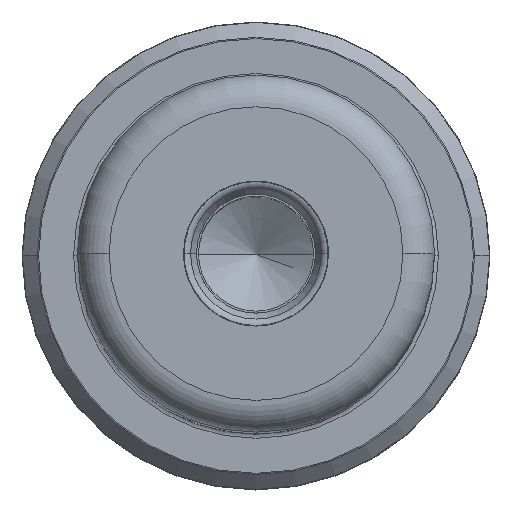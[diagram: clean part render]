
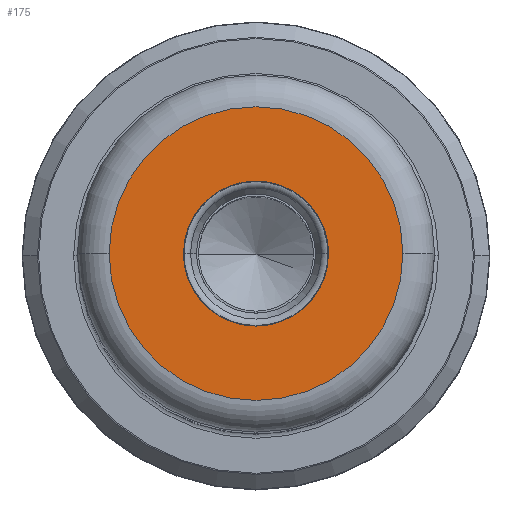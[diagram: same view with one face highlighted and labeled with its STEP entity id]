
A CAD part, top view. The second image highlights one B-rep face of the part: STEP entity #175.
In plain terms, the highlighted planar face has unit normal (0, 0, 1).
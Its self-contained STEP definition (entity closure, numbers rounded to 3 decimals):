
#3 = CARTESIAN_POINT ( 'NONE',  ( -2.376, -8.904, 212. ) ) ;
#19 = DIRECTION ( 'NONE',  ( 1., 0., 0. ) ) ;
#50 = CARTESIAN_POINT ( 'NONE',  ( -7.977, -4.616, 212. ) ) ;
#72 = CARTESIAN_POINT ( 'NONE',  ( -1.212, -9.135, 212. ) ) ;
#74 = EDGE_CURVE ( 'NONE', #846, #788, #3506, .T. ) ;
#175 = ADVANCED_FACE ( 'NONE', ( #355, #1350 ), #2769, .T. ) ;
#269 = CIRCLE ( 'NONE', #277, 18.514 ) ;
#277 = AXIS2_PLACEMENT_3D ( 'NONE', #2364, #4386, #19 ) ;
#355 = FACE_BOUND ( 'NONE', #2737, .T. ) ;
#356 = CARTESIAN_POINT ( 'NONE',  ( -7.317, -5.603, 212. ) ) ;
#403 = CARTESIAN_POINT ( 'NONE',  ( -8.904, -2.377, 212. ) ) ;
#407 = ORIENTED_EDGE ( 'NONE', *, *, #4081, .T. ) ;
#645 = CARTESIAN_POINT ( 'NONE',  ( -9.136, 1.212, 212. ) ) ;
#651 = VERTEX_POINT ( 'NONE', #3317 ) ;
#654 = CARTESIAN_POINT ( 'NONE',  ( 0., 0., 212. ) ) ;
#668 = CARTESIAN_POINT ( 'NONE',  ( 9.136, 1.212, 212. ) ) ;
#686 = CARTESIAN_POINT ( 'NONE',  ( -9.135, 0., 212. ) ) ;
#732 = CARTESIAN_POINT ( 'NONE',  ( 5.603, -7.317, 212. ) ) ;
#788 = VERTEX_POINT ( 'NONE', #1275 ) ;
#846 = VERTEX_POINT ( 'NONE', #2318 ) ;
#970 = ORIENTED_EDGE ( 'NONE', *, *, #1577, .T. ) ;
#1002 = CARTESIAN_POINT ( 'NONE',  ( 8.904, 2.376, 212. ) ) ;
#1031 = AXIS2_PLACEMENT_3D ( 'NONE', #654, #2021, #4009 ) ;
#1054 = CARTESIAN_POINT ( 'NONE',  ( 9.135, 0., 212. ) ) ;
#1190 = AXIS2_PLACEMENT_3D ( 'NONE', #1416, #3407, #2794 ) ;
#1249 = CARTESIAN_POINT ( 'NONE',  ( 2.376, 8.904, 212. ) ) ;
#1275 = CARTESIAN_POINT ( 'NONE',  ( 18.514, 0., 212. ) ) ;
#1350 = FACE_OUTER_BOUND ( 'NONE', #1903, .T. ) ;
#1351 = CARTESIAN_POINT ( 'NONE',  ( -4.616, -7.976, 212. ) ) ;
#1393 = CARTESIAN_POINT ( 'NONE',  ( 4.616, -7.976, 212. ) ) ;
#1416 = CARTESIAN_POINT ( 'NONE',  ( 0., 0., 212. ) ) ;
#1577 = EDGE_CURVE ( 'NONE', #3639, #651, #2646, .T. ) ;
#1621 = CARTESIAN_POINT ( 'NONE',  ( -1.212, 9.136, 212. ) ) ;
#1671 = CARTESIAN_POINT ( 'NONE',  ( 7.317, 5.603, 212. ) ) ;
#1686 = CARTESIAN_POINT ( 'NONE',  ( 7.317, -5.603, 212. ) ) ;
#1903 = EDGE_LOOP ( 'NONE', ( #3943, #4322 ) ) ;
#1963 = CARTESIAN_POINT ( 'NONE',  ( 4.616, 7.976, 212. ) ) ;
#2021 = DIRECTION ( 'NONE',  ( 0., 0., 1. ) ) ;
#2310 = CARTESIAN_POINT ( 'NONE',  ( -7.976, 4.616, 212. ) ) ;
#2318 = CARTESIAN_POINT ( 'NONE',  ( -18.514, 0., 212. ) ) ;
#2331 = CARTESIAN_POINT ( 'NONE',  ( 7.976, 4.616, 212. ) ) ;
#2350 = CARTESIAN_POINT ( 'NONE',  ( 1.212, -9.136, 212. ) ) ;
#2364 = CARTESIAN_POINT ( 'NONE',  ( 0., 0., 212. ) ) ;
#2373 = CARTESIAN_POINT ( 'NONE',  ( 7.976, -4.616, 212. ) ) ;
#2451 = CARTESIAN_POINT ( 'NONE',  ( -9.135, 0., 212. ) ) ;
#2593 = CARTESIAN_POINT ( 'NONE',  ( 5.603, 7.317, 212. ) ) ;
#2646 = B_SPLINE_CURVE_WITH_KNOTS ( 'NONE', 3,
 ( #4108, #3364, #3341, #2373, #1686, #732, #1393, #4038, #2350, #72, #3, #1351, #3009, #356, #50, #403, #3723, #686 ),
 .UNSPECIFIED., .F., .F.,
 ( 4, 2, 2, 2, 2, 2, 2, 2, 4 ),
 ( 0.5, 0.563, 0.625, 0.687, 0.75, 0.813, 0.875, 0.938, 1. ),
 .UNSPECIFIED. ) ;
#2737 = EDGE_LOOP ( 'NONE', ( #407, #970 ) ) ;
#2769 = PLANE ( 'NONE',  #1190 ) ;
#2794 = DIRECTION ( 'NONE',  ( 1., 0., 0. ) ) ;
#3009 = CARTESIAN_POINT ( 'NONE',  ( -5.603, -7.317, 212. ) ) ;
#3032 = CARTESIAN_POINT ( 'NONE',  ( -8.904, 2.376, 212. ) ) ;
#3317 = CARTESIAN_POINT ( 'NONE',  ( -9.135, 0., 212. ) ) ;
#3341 = CARTESIAN_POINT ( 'NONE',  ( 8.904, -2.376, 212. ) ) ;
#3364 = CARTESIAN_POINT ( 'NONE',  ( 9.135, -1.212, 212. ) ) ;
#3407 = DIRECTION ( 'NONE',  ( 0., 0., 1. ) ) ;
#3506 = CIRCLE ( 'NONE', #1031, 18.514 ) ;
#3639 = VERTEX_POINT ( 'NONE', #1054 ) ;
#3655 = CARTESIAN_POINT ( 'NONE',  ( -7.317, 5.603, 212. ) ) ;
#3704 = CARTESIAN_POINT ( 'NONE',  ( -4.616, 7.976, 212. ) ) ;
#3723 = CARTESIAN_POINT ( 'NONE',  ( -9.136, -1.211, 212. ) ) ;
#3916 = EDGE_CURVE ( 'NONE', #788, #846, #269, .T. ) ;
#3943 = ORIENTED_EDGE ( 'NONE', *, *, #3916, .T. ) ;
#3953 = CARTESIAN_POINT ( 'NONE',  ( 9.135, 0., 212. ) ) ;
#4000 = CARTESIAN_POINT ( 'NONE',  ( -5.603, 7.317, 212. ) ) ;
#4009 = DIRECTION ( 'NONE',  ( 1., 0., 0. ) ) ;
#4038 = CARTESIAN_POINT ( 'NONE',  ( 2.376, -8.904, 212. ) ) ;
#4041 = CARTESIAN_POINT ( 'NONE',  ( -2.376, 8.904, 212. ) ) ;
#4081 = EDGE_CURVE ( 'NONE', #651, #3639, #4231, .T. ) ;
#4108 = CARTESIAN_POINT ( 'NONE',  ( 9.135, 0., 212. ) ) ;
#4231 = B_SPLINE_CURVE_WITH_KNOTS ( 'NONE', 3,
 ( #2451, #645, #3032, #2310, #3655, #4000, #3704, #4041, #1621, #4305, #1249, #1963, #2593, #1671, #2331, #1002, #668, #3953 ),
 .UNSPECIFIED., .F., .F.,
 ( 4, 2, 2, 2, 2, 2, 2, 2, 4 ),
 ( 0., 0.063, 0.125, 0.188, 0.25, 0.313, 0.375, 0.438, 0.5 ),
 .UNSPECIFIED. ) ;
#4305 = CARTESIAN_POINT ( 'NONE',  ( 1.212, 9.135, 212. ) ) ;
#4322 = ORIENTED_EDGE ( 'NONE', *, *, #74, .T. ) ;
#4386 = DIRECTION ( 'NONE',  ( 0., 0., 1. ) ) ;
